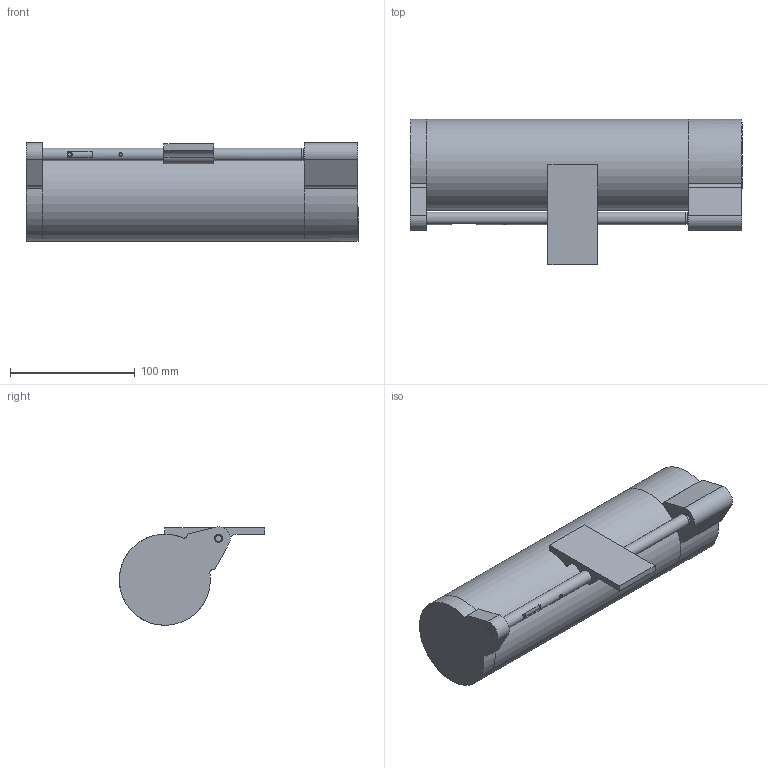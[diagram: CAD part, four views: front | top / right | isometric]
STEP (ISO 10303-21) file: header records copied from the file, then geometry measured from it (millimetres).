
FILE_DESCRIPTION(('FreeCAD Model'),'2;1');
FILE_NAME('Open CASCADE Shape Model','2024-04-05T15:35:55',(''),(''), 'Open CASCADE STEP processor 7.6','FreeCAD','Unknown');
FILE_SCHEMA(('AUTOMOTIVE_DESIGN { 1 0 10303 214 1 1 1 1 }'));
Length unit declared in the file: millimetre
Products named in the file (8): Part; stinger mount; pipe; M5x10-Screw; handle; M3x6-ThreadedRod; sight mount; Sweep
Assembly tree (7 placements, depth 2):
  Part
    stinger mount
    pipe
    M5x10-Screw
    handle
    M3x6-ThreadedRod
    sight mount
    Sweep
Bounding box: 266 x 116.5 x 78.97 mm (x, y, z)
Volume: 1185184.5 mm3; surface area: 97642.9 mm2
Topology: 7 solids, 7 shells, 216 faces, 461 edges, 265 vertices
Faces by surface type: bspline 104, cylinder 60, plane 41, cone 9, revolution 2
Full cylindrical faces by diameter (mm): 3 x11, 3.322 x5, 4 x1, 4.2 x1, 5 x12, 6.5 x2, 7.8 x1, 8 x1, 9.5 x1, 10 x2, 73 x1
Entity records: 19902 total; most frequent: CARTESIAN_POINT 15924, ORIENTED_EDGE 920, DIRECTION 529, EDGE_CURVE 460, VERTEX_POINT 265, FACE_BOUND 235, EDGE_LOOP 235, ADVANCED_FACE 216
